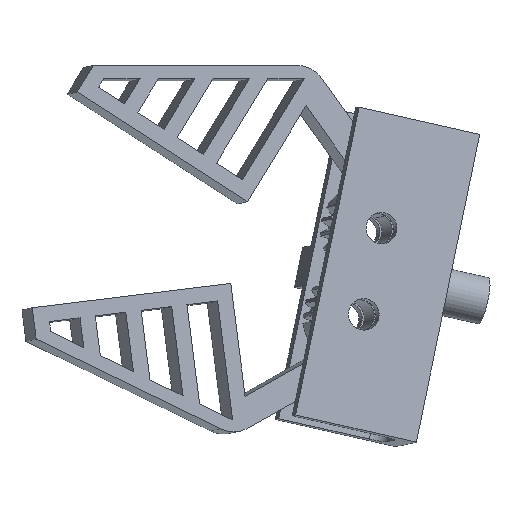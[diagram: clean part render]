
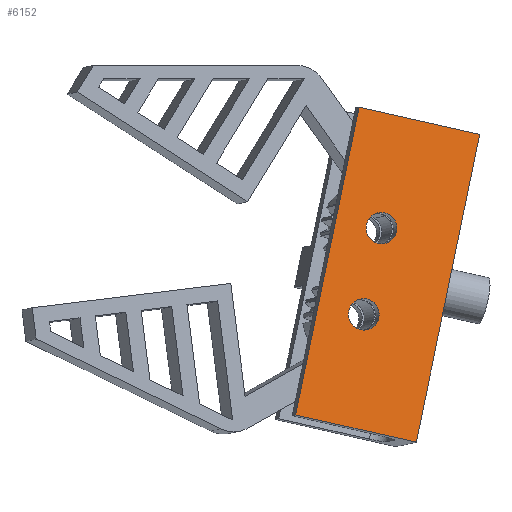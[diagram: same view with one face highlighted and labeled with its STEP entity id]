
A CAD part, top view. The second image highlights one B-rep face of the part: STEP entity #6152.
In plain terms, the highlighted face is planar.
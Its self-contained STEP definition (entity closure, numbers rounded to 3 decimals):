
#47 = CARTESIAN_POINT ( 'NONE',  ( 0., 5., 0. ) ) ;
#282 = CARTESIAN_POINT ( 'NONE',  ( 40., 5., 100. ) ) ;
#425 = EDGE_CURVE ( 'NONE', #4770, #4518, #4050, .T. ) ;
#442 = CARTESIAN_POINT ( 'NONE',  ( 15., 5., 36. ) ) ;
#545 = EDGE_CURVE ( 'NONE', #5386, #841, #5756, .T. ) ;
#692 = CARTESIAN_POINT ( 'NONE',  ( 20., 5., 36. ) ) ;
#736 = CARTESIAN_POINT ( 'NONE',  ( 15., 5., 64. ) ) ;
#782 = AXIS2_PLACEMENT_3D ( 'NONE', #442, #818, #4382 ) ;
#818 = DIRECTION ( 'NONE',  ( 0., -1., 0. ) ) ;
#841 = VERTEX_POINT ( 'NONE', #2107 ) ;
#860 = DIRECTION ( 'NONE',  ( 0., 0., -1. ) ) ;
#902 = ORIENTED_EDGE ( 'NONE', *, *, #1556, .F. ) ;
#1100 = VECTOR ( 'NONE', #1979, 1000. ) ;
#1214 = ORIENTED_EDGE ( 'NONE', *, *, #2099, .T. ) ;
#1294 = AXIS2_PLACEMENT_3D ( 'NONE', #3983, #2490, #1981 ) ;
#1556 = EDGE_CURVE ( 'NONE', #2252, #6268, #3243, .T. ) ;
#1596 = CARTESIAN_POINT ( 'NONE',  ( 40., 5., 100. ) ) ;
#1621 = EDGE_LOOP ( 'NONE', ( #5290, #5041 ) ) ;
#1696 = CARTESIAN_POINT ( 'NONE',  ( 10., 5., 64. ) ) ;
#1820 = AXIS2_PLACEMENT_3D ( 'NONE', #736, #4338, #2771 ) ;
#1951 = PLANE ( 'NONE',  #1294 ) ;
#1979 = DIRECTION ( 'NONE',  ( -1., 0., 0. ) ) ;
#1981 = DIRECTION ( 'NONE',  ( 1., 0., 0. ) ) ;
#2068 = LINE ( 'NONE', #5720, #2586 ) ;
#2083 = ORIENTED_EDGE ( 'NONE', *, *, #425, .T. ) ;
#2099 = EDGE_CURVE ( 'NONE', #2318, #3668, #2486, .T. ) ;
#2103 = DIRECTION ( 'NONE',  ( 0., -1., 0. ) ) ;
#2107 = CARTESIAN_POINT ( 'NONE',  ( 20., 5., 64. ) ) ;
#2193 = EDGE_CURVE ( 'NONE', #4518, #4770, #6513, .T. ) ;
#2252 = VERTEX_POINT ( 'NONE', #3044 ) ;
#2318 = VERTEX_POINT ( 'NONE', #6568 ) ;
#2486 = LINE ( 'NONE', #4417, #1100 ) ;
#2487 = VECTOR ( 'NONE', #3766, 1000. ) ;
#2490 = DIRECTION ( 'NONE',  ( 0., -1., 0. ) ) ;
#2504 = DIRECTION ( 'NONE',  ( 0., 1., 0. ) ) ;
#2539 = DIRECTION ( 'NONE',  ( 1., 0., 0. ) ) ;
#2586 = VECTOR ( 'NONE', #3203, 1000. ) ;
#2630 = DIRECTION ( 'NONE',  ( -1., 0., 0. ) ) ;
#2771 = DIRECTION ( 'NONE',  ( -1., 0., 0. ) ) ;
#2905 = CIRCLE ( 'NONE', #3440, 5. ) ;
#3001 = ORIENTED_EDGE ( 'NONE', *, *, #2193, .T. ) ;
#3044 = CARTESIAN_POINT ( 'NONE',  ( 40., 5., 100. ) ) ;
#3178 = EDGE_CURVE ( 'NONE', #841, #5386, #2905, .T. ) ;
#3203 = DIRECTION ( 'NONE',  ( 0., 0., -1. ) ) ;
#3216 = AXIS2_PLACEMENT_3D ( 'NONE', #4166, #2103, #2539 ) ;
#3243 = LINE ( 'NONE', #1596, #2487 ) ;
#3440 = AXIS2_PLACEMENT_3D ( 'NONE', #6020, #2504, #2630 ) ;
#3668 = VERTEX_POINT ( 'NONE', #47 ) ;
#3766 = DIRECTION ( 'NONE',  ( -1., 0., 0. ) ) ;
#3983 = CARTESIAN_POINT ( 'NONE',  ( 40., 5., 100. ) ) ;
#4007 = EDGE_CURVE ( 'NONE', #2252, #2318, #5426, .T. ) ;
#4044 = CARTESIAN_POINT ( 'NONE',  ( 0., 5., 100. ) ) ;
#4050 = CIRCLE ( 'NONE', #3216, 5. ) ;
#4166 = CARTESIAN_POINT ( 'NONE',  ( 15., 5., 36. ) ) ;
#4338 = DIRECTION ( 'NONE',  ( 0., 1., 0. ) ) ;
#4354 = CARTESIAN_POINT ( 'NONE',  ( 10., 5., 36. ) ) ;
#4363 = ORIENTED_EDGE ( 'NONE', *, *, #4007, .T. ) ;
#4382 = DIRECTION ( 'NONE',  ( 1., 0., 0. ) ) ;
#4413 = EDGE_LOOP ( 'NONE', ( #1214, #4423, #902, #4363 ) ) ;
#4417 = CARTESIAN_POINT ( 'NONE',  ( 40., 5., 0. ) ) ;
#4423 = ORIENTED_EDGE ( 'NONE', *, *, #5475, .F. ) ;
#4518 = VERTEX_POINT ( 'NONE', #692 ) ;
#4770 = VERTEX_POINT ( 'NONE', #4354 ) ;
#4945 = FACE_BOUND ( 'NONE', #1621, .T. ) ;
#5006 = FACE_OUTER_BOUND ( 'NONE', #4413, .T. ) ;
#5041 = ORIENTED_EDGE ( 'NONE', *, *, #3178, .F. ) ;
#5290 = ORIENTED_EDGE ( 'NONE', *, *, #545, .F. ) ;
#5386 = VERTEX_POINT ( 'NONE', #1696 ) ;
#5426 = LINE ( 'NONE', #282, #6096 ) ;
#5475 = EDGE_CURVE ( 'NONE', #6268, #3668, #2068, .T. ) ;
#5516 = FACE_BOUND ( 'NONE', #5595, .T. ) ;
#5595 = EDGE_LOOP ( 'NONE', ( #2083, #3001 ) ) ;
#5720 = CARTESIAN_POINT ( 'NONE',  ( 0., 5., 100. ) ) ;
#5756 = CIRCLE ( 'NONE', #1820, 5. ) ;
#6020 = CARTESIAN_POINT ( 'NONE',  ( 15., 5., 64. ) ) ;
#6096 = VECTOR ( 'NONE', #860, 1000. ) ;
#6152 = ADVANCED_FACE ( 'NONE', ( #5006, #5516, #4945 ), #1951, .F. ) ;
#6268 = VERTEX_POINT ( 'NONE', #4044 ) ;
#6513 = CIRCLE ( 'NONE', #782, 5. ) ;
#6568 = CARTESIAN_POINT ( 'NONE',  ( 40., 5., 0. ) ) ;
